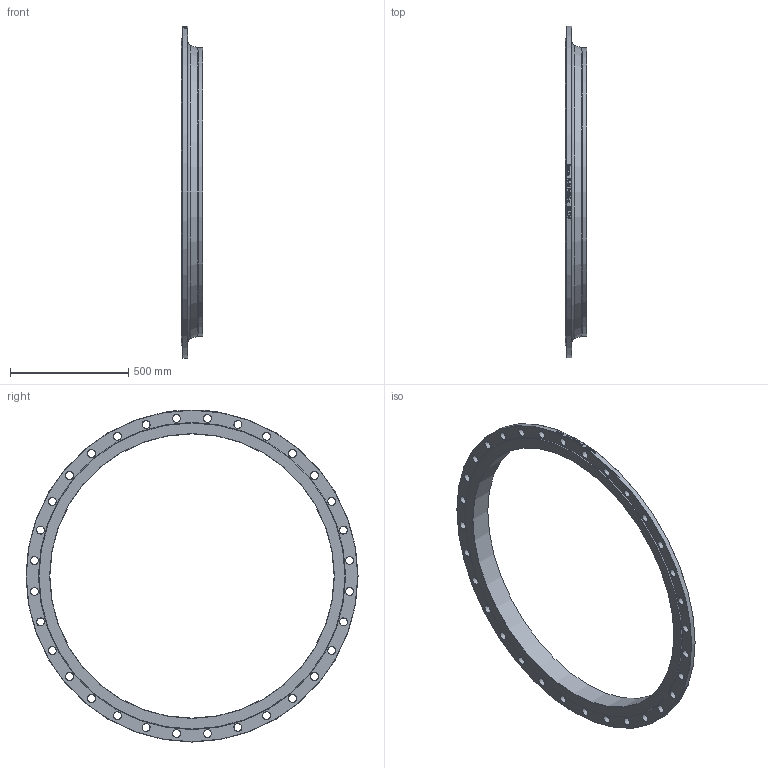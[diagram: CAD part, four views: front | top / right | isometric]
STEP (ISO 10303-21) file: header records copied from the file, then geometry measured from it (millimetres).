
FILE_DESCRIPTION (( 'STEP AP214' ), '1' );
FILE_NAME ('FL-B19-006-x Vorschweissflansch PN6 Iso DIN2631 2009.STEP', '2020-09-01T09:28:12', ( '' ), ( '' ), 'SwSTEP 2.0', 'SolidWorks 2019', '' );
FILE_SCHEMA (( 'AUTOMOTIVE_DESIGN' ));
Length unit declared in the file: millimetre
Products named in the file (1): FL-B19-006-x Vorschweissflansch PN6 Iso DIN2631 2009
Bounding box: 90 x 1405 x 1405 mm (x, y, z)
Volume: 12964737.4 mm3; surface area: 1474899.2 mm2
Topology: 1 solids, 1 shells, 142 faces, 492 edges, 386 vertices
Faces by surface type: cone 69, cylinder 67, plane 4, torus 2
Full cylindrical faces by diameter (mm): 33 x32, 1203 x1, 1219 x1, 1405 x1
Entity records: 10607 total; most frequent: CARTESIAN_POINT 6562, ORIENTED_EDGE 704, DIRECTION 681, EDGE_CURVE 352, VERTEX_POINT 352, EDGE_LOOP 348, AXIS2_PLACEMENT_3D 326, CIRCLE 183
